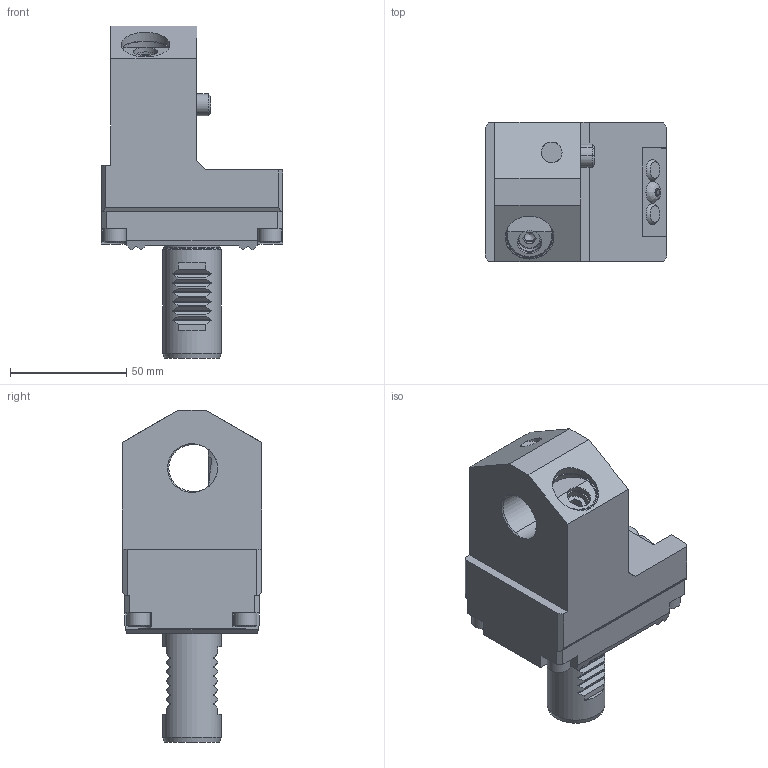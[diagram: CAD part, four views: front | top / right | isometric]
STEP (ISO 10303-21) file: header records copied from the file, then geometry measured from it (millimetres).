
FILE_DESCRIPTION(/* description */ (''),/* implementation_level */ '2;1');
FILE_NAME(/* name */ 'W1250000_A__specification_W1250000__stp.stp',/* time_stamp */ '2009-06-05T06:53:46+02:00',/* author */ (''),/* organization */ (''),/* preprocessor_version */ 'ST-DEVELOPER v11',/* originating_system */ 'UGS - NX 5.0',/* authorisation */ '');
FILE_SCHEMA (('AUTOMOTIVE_DESIGN { 1 0 10303 214 0 1 1 1 }'));
Length unit declared in the file: millimetre
Products named in the file (1): krue2D6Cr1go
Bounding box: 78 x 60 x 143 mm (x, y, z)
Volume: 279164.1 mm3; surface area: 40881.2 mm2
Topology: 1 solids, 1 shells, 301 faces, 775 edges, 494 vertices
Faces by surface type: plane 206, cylinder 57, cone 29, torus 6, sphere 2, bspline 1
Full cylindrical faces by diameter (mm): 4.2 x1, 5 x5, 5.3 x1, 6 x1, 6.4 x1, 10 x5, 10.5 x2, 11.4 x1, 20 x2, 21 x1, 24.1 x1, 25 x1, 25.4 x1, 26 x1, 26.1 x1
Entity records: 9308 total; most frequent: CARTESIAN_POINT 2064, DIRECTION 1481, ORIENTED_EDGE 1398, EDGE_CURVE 699, AXIS2_PLACEMENT_3D 527, VERTEX_POINT 478, LINE 427, VECTOR 427
